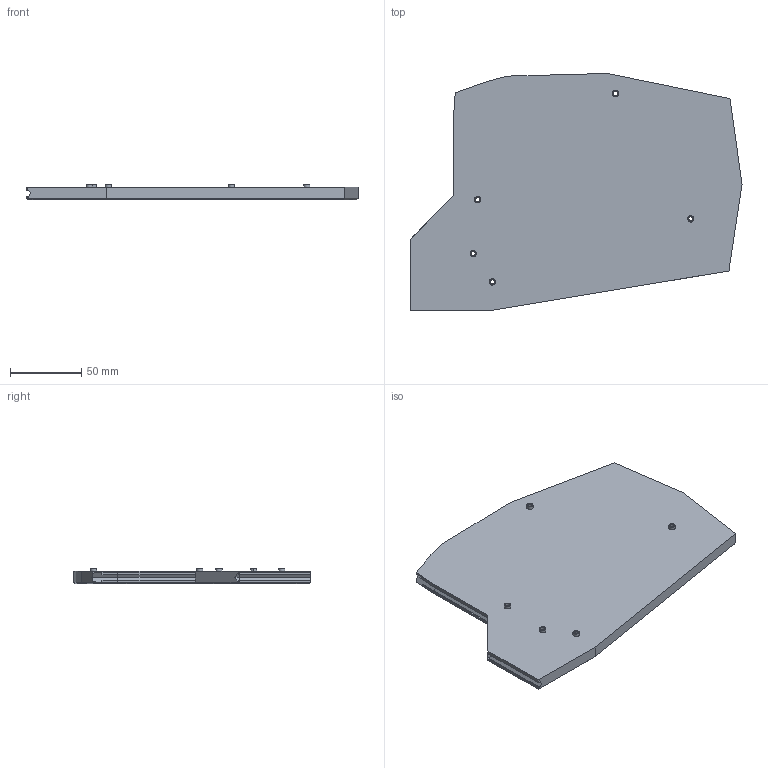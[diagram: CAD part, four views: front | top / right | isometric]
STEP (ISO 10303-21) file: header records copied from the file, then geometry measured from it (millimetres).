
FILE_DESCRIPTION(/* description */ (''),/* implementation_level */ '2;1');
FILE_NAME(/* name */ 'right_bottom.step',/* time_stamp */ '2025-12-19T17:37:34+05:30',/* author */ (''),/* organization */ (''),/* preprocessor_version */ 'ST-DEVELOPER v20.1',/* originating_system */ 'Autodesk Translation Framework v14.21.0.0',/* authorisation */ '');
FILE_SCHEMA (('AUTOMOTIVE_DESIGN { 1 0 10303 214 3 1 1 }'));
Length unit declared in the file: millimetre
Products named in the file (1): right_bottom
Bounding box: 232.85 x 166.25 x 11 mm (x, y, z)
Volume: 278905.3 mm3; surface area: 70430.1 mm2
Topology: 1 solids, 1 shells, 89 faces, 234 edges, 149 vertices
Faces by surface type: plane 68, cylinder 21
Full cylindrical faces by diameter (mm): 3 x2, 4.4 x10
Entity records: 2791 total; most frequent: DIRECTION 476, CARTESIAN_POINT 473, ORIENTED_EDGE 468, EDGE_CURVE 234, LINE 172, VECTOR 172, AXIS2_PLACEMENT_3D 152, VERTEX_POINT 149
